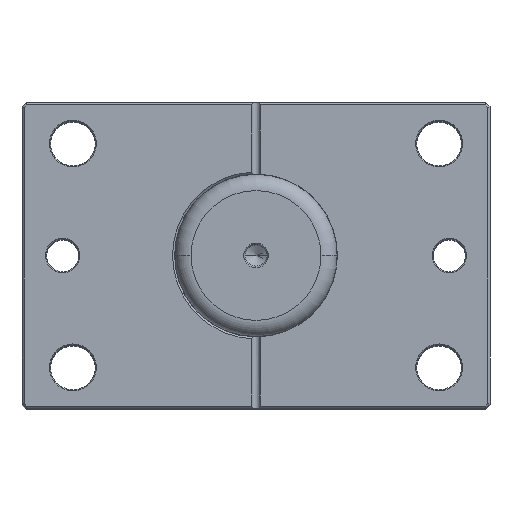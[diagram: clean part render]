
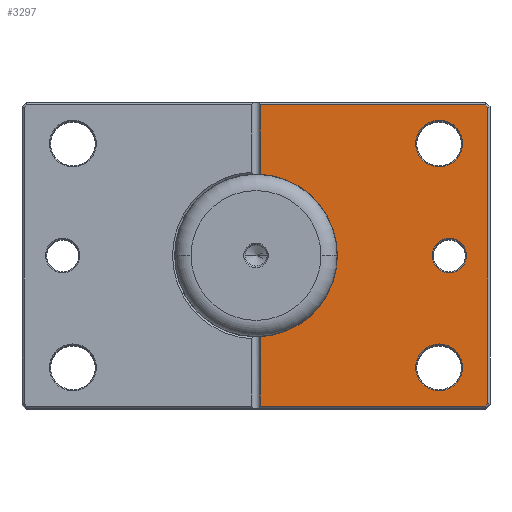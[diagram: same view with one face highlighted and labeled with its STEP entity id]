
A CAD part, top view. The second image highlights one B-rep face of the part: STEP entity #3297.
In plain terms, the highlighted face is planar.
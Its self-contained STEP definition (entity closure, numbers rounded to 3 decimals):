
#7 = VERTEX_POINT ( 'NONE', #1461 ) ;
#76 = VERTEX_POINT ( 'NONE', #3565 ) ;
#287 = DIRECTION ( 'NONE',  ( 1., 0., 0. ) ) ;
#290 = AXIS2_PLACEMENT_3D ( 'NONE', #3119, #7035, #3680 ) ;
#380 = FACE_BOUND ( 'NONE', #3539, .T. ) ;
#426 = ORIENTED_EDGE ( 'NONE', *, *, #4211, .T. ) ;
#515 = VECTOR ( 'NONE', #4646, 1000. ) ;
#519 = VECTOR ( 'NONE', #1889, 1000. ) ;
#688 = CIRCLE ( 'NONE', #6668, 40. ) ;
#699 = VECTOR ( 'NONE', #6116, 1000. ) ;
#912 = ORIENTED_EDGE ( 'NONE', *, *, #5625, .T. ) ;
#974 = CARTESIAN_POINT ( 'NONE',  ( 0., 74., 0. ) ) ;
#1091 = CARTESIAN_POINT ( 'NONE',  ( -93.293, 93.293, 0. ) ) ;
#1117 = EDGE_CURVE ( 'NONE', #76, #4858, #5231, .T. ) ;
#1244 = CARTESIAN_POINT ( 'NONE',  ( -2., -74., 0. ) ) ;
#1255 = CARTESIAN_POINT ( 'NONE',  ( -2., -39.95, 0. ) ) ;
#1260 = LINE ( 'NONE', #2013, #1433 ) ;
#1266 = DIRECTION ( 'NONE',  ( 0., 0., 1. ) ) ;
#1299 = VERTEX_POINT ( 'NONE', #1244 ) ;
#1315 = CARTESIAN_POINT ( 'NONE',  ( 0., -74., 0. ) ) ;
#1433 = VECTOR ( 'NONE', #5893, 1000. ) ;
#1461 = CARTESIAN_POINT ( 'NONE',  ( -112.586, -74., 0. ) ) ;
#1514 = CARTESIAN_POINT ( 'NONE',  ( -2., 39.95, 0. ) ) ;
#1635 = EDGE_CURVE ( 'NONE', #4137, #4561, #6821, .T. ) ;
#1654 = CARTESIAN_POINT ( 'NONE',  ( -2., 75., 0. ) ) ;
#1833 = EDGE_CURVE ( 'NONE', #3090, #4634, #2796, .T. ) ;
#1836 = VERTEX_POINT ( 'NONE', #2505 ) ;
#1889 = DIRECTION ( 'NONE',  ( 0., -1., 0. ) ) ;
#1935 = CARTESIAN_POINT ( 'NONE',  ( -90., -55., 0. ) ) ;
#1996 = EDGE_CURVE ( 'NONE', #2498, #4727, #6378, .T. ) ;
#2013 = CARTESIAN_POINT ( 'NONE',  ( -114., 0., 0. ) ) ;
#2136 = ORIENTED_EDGE ( 'NONE', *, *, #4861, .T. ) ;
#2163 = EDGE_LOOP ( 'NONE', ( #3641, #2947, #6367, #5544, #4525, #5884, #912, #4053, #4172 ) ) ;
#2177 = CARTESIAN_POINT ( 'NONE',  ( -101.5, -55., 0. ) ) ;
#2178 = LINE ( 'NONE', #1654, #699 ) ;
#2204 = DIRECTION ( 'NONE',  ( 1., 0., 0. ) ) ;
#2225 = CARTESIAN_POINT ( 'NONE',  ( -112.586, 74., 0. ) ) ;
#2230 = DIRECTION ( 'NONE',  ( 0., 0., 1. ) ) ;
#2298 = CARTESIAN_POINT ( 'NONE',  ( -101.5, 55., 0. ) ) ;
#2490 = DIRECTION ( 'NONE',  ( 1., 0., 0. ) ) ;
#2498 = VERTEX_POINT ( 'NONE', #2225 ) ;
#2505 = CARTESIAN_POINT ( 'NONE',  ( -86.5, 0., 0. ) ) ;
#2646 = DIRECTION ( 'NONE',  ( 0., 0., 1. ) ) ;
#2704 = EDGE_CURVE ( 'NONE', #4561, #1299, #4951, .T. ) ;
#2761 = EDGE_CURVE ( 'NONE', #7, #6622, #5726, .T. ) ;
#2775 = DIRECTION ( 'NONE',  ( 0.707, 0.707, 0. ) ) ;
#2796 = CIRCLE ( 'NONE', #4739, 11.5 ) ;
#2919 = ORIENTED_EDGE ( 'NONE', *, *, #5569, .T. ) ;
#2925 = VECTOR ( 'NONE', #2775, 1000. ) ;
#2947 = ORIENTED_EDGE ( 'NONE', *, *, #1996, .T. ) ;
#2984 = DIRECTION ( 'NONE',  ( 0., 0., 1. ) ) ;
#3008 = VERTEX_POINT ( 'NONE', #6141 ) ;
#3017 = VERTEX_POINT ( 'NONE', #6710 ) ;
#3074 = CIRCLE ( 'NONE', #290, 11.5 ) ;
#3090 = VERTEX_POINT ( 'NONE', #2298 ) ;
#3119 = CARTESIAN_POINT ( 'NONE',  ( -90., 55., 0. ) ) ;
#3297 = ADVANCED_FACE ( 'NONE', ( #380, #6315, #6130, #4644 ), #4844, .F. ) ;
#3409 = VECTOR ( 'NONE', #6561, 1000. ) ;
#3413 = EDGE_LOOP ( 'NONE', ( #2136, #5696 ) ) ;
#3539 = EDGE_LOOP ( 'NONE', ( #2919, #426 ) ) ;
#3565 = CARTESIAN_POINT ( 'NONE',  ( -78.5, -55., 0. ) ) ;
#3576 = AXIS2_PLACEMENT_3D ( 'NONE', #4592, #1266, #5161 ) ;
#3636 = DIRECTION ( 'NONE',  ( 0., 0., 1. ) ) ;
#3641 = ORIENTED_EDGE ( 'NONE', *, *, #6447, .T. ) ;
#3680 = DIRECTION ( 'NONE',  ( 1., 0., 0. ) ) ;
#3956 = EDGE_CURVE ( 'NONE', #4634, #3090, #3074, .T. ) ;
#3959 = ORIENTED_EDGE ( 'NONE', *, *, #1833, .T. ) ;
#4028 = AXIS2_PLACEMENT_3D ( 'NONE', #4932, #5510, #6008 ) ;
#4053 = ORIENTED_EDGE ( 'NONE', *, *, #2761, .T. ) ;
#4137 = VERTEX_POINT ( 'NONE', #4379 ) ;
#4172 = ORIENTED_EDGE ( 'NONE', *, *, #7122, .T. ) ;
#4199 = CARTESIAN_POINT ( 'NONE',  ( 0., 0., 0. ) ) ;
#4211 = EDGE_CURVE ( 'NONE', #1836, #3017, #5932, .T. ) ;
#4219 = DIRECTION ( 'NONE',  ( 0., 0., 1. ) ) ;
#4254 = VECTOR ( 'NONE', #6424, 1000. ) ;
#4290 = CARTESIAN_POINT ( 'NONE',  ( 0., 0., 0. ) ) ;
#4379 = CARTESIAN_POINT ( 'NONE',  ( -40., 0., 0. ) ) ;
#4525 = ORIENTED_EDGE ( 'NONE', *, *, #1635, .T. ) ;
#4561 = VERTEX_POINT ( 'NONE', #1255 ) ;
#4592 = CARTESIAN_POINT ( 'NONE',  ( -95., 0., 0. ) ) ;
#4634 = VERTEX_POINT ( 'NONE', #5216 ) ;
#4644 = FACE_OUTER_BOUND ( 'NONE', #2163, .T. ) ;
#4646 = DIRECTION ( 'NONE',  ( -1., 0., 0. ) ) ;
#4653 = CARTESIAN_POINT ( 'NONE',  ( -2., 75., 0. ) ) ;
#4727 = VERTEX_POINT ( 'NONE', #4811 ) ;
#4735 = AXIS2_PLACEMENT_3D ( 'NONE', #1935, #5803, #2490 ) ;
#4739 = AXIS2_PLACEMENT_3D ( 'NONE', #6990, #3636, #287 ) ;
#4811 = CARTESIAN_POINT ( 'NONE',  ( -2., 74., 0. ) ) ;
#4844 = PLANE ( 'NONE',  #7163 ) ;
#4858 = VERTEX_POINT ( 'NONE', #2177 ) ;
#4861 = EDGE_CURVE ( 'NONE', #4858, #76, #7088, .T. ) ;
#4932 = CARTESIAN_POINT ( 'NONE',  ( -90., -55., 0. ) ) ;
#4951 = LINE ( 'NONE', #4653, #519 ) ;
#4998 = VERTEX_POINT ( 'NONE', #1514 ) ;
#5127 = CIRCLE ( 'NONE', #3576, 8.5 ) ;
#5161 = DIRECTION ( 'NONE',  ( 1., 0., 0. ) ) ;
#5204 = EDGE_CURVE ( 'NONE', #4727, #4998, #2178, .T. ) ;
#5216 = CARTESIAN_POINT ( 'NONE',  ( -78.5, 55., 0. ) ) ;
#5231 = CIRCLE ( 'NONE', #4028, 11.5 ) ;
#5283 = CARTESIAN_POINT ( 'NONE',  ( -93.293, -93.293, 0. ) ) ;
#5510 = DIRECTION ( 'NONE',  ( 0., 0., 1. ) ) ;
#5544 = ORIENTED_EDGE ( 'NONE', *, *, #6128, .T. ) ;
#5545 = CARTESIAN_POINT ( 'NONE',  ( -95., 0., 0. ) ) ;
#5569 = EDGE_CURVE ( 'NONE', #3017, #1836, #5127, .T. ) ;
#5596 = AXIS2_PLACEMENT_3D ( 'NONE', #4199, #4219, #2204 ) ;
#5607 = EDGE_LOOP ( 'NONE', ( #3959, #6035 ) ) ;
#5625 = EDGE_CURVE ( 'NONE', #1299, #7, #6271, .T. ) ;
#5696 = ORIENTED_EDGE ( 'NONE', *, *, #1117, .T. ) ;
#5726 = LINE ( 'NONE', #5283, #4254 ) ;
#5803 = DIRECTION ( 'NONE',  ( 0., 0., 1. ) ) ;
#5884 = ORIENTED_EDGE ( 'NONE', *, *, #2704, .T. ) ;
#5893 = DIRECTION ( 'NONE',  ( 0., 1., 0. ) ) ;
#5932 = CIRCLE ( 'NONE', #7041, 8.5 ) ;
#6008 = DIRECTION ( 'NONE',  ( 1., 0., 0. ) ) ;
#6035 = ORIENTED_EDGE ( 'NONE', *, *, #3956, .T. ) ;
#6116 = DIRECTION ( 'NONE',  ( 0., -1., 0. ) ) ;
#6128 = EDGE_CURVE ( 'NONE', #4998, #4137, #688, .T. ) ;
#6129 = DIRECTION ( 'NONE',  ( 1., 0., 0. ) ) ;
#6130 = FACE_BOUND ( 'NONE', #5607, .T. ) ;
#6141 = CARTESIAN_POINT ( 'NONE',  ( -114., 72.586, 0. ) ) ;
#6271 = LINE ( 'NONE', #1315, #515 ) ;
#6315 = FACE_BOUND ( 'NONE', #3413, .T. ) ;
#6335 = CARTESIAN_POINT ( 'NONE',  ( 0., 0., 0. ) ) ;
#6367 = ORIENTED_EDGE ( 'NONE', *, *, #5204, .T. ) ;
#6378 = LINE ( 'NONE', #974, #3409 ) ;
#6424 = DIRECTION ( 'NONE',  ( -0.707, 0.707, 0. ) ) ;
#6447 = EDGE_CURVE ( 'NONE', #3008, #2498, #7233, .T. ) ;
#6546 = DIRECTION ( 'NONE',  ( 1., 0., 0. ) ) ;
#6561 = DIRECTION ( 'NONE',  ( 1., 0., 0. ) ) ;
#6622 = VERTEX_POINT ( 'NONE', #6852 ) ;
#6668 = AXIS2_PLACEMENT_3D ( 'NONE', #6335, #2984, #6907 ) ;
#6710 = CARTESIAN_POINT ( 'NONE',  ( -103.5, 0., 0. ) ) ;
#6821 = CIRCLE ( 'NONE', #5596, 40. ) ;
#6852 = CARTESIAN_POINT ( 'NONE',  ( -114., -72.586, 0. ) ) ;
#6907 = DIRECTION ( 'NONE',  ( 1., 0., 0. ) ) ;
#6990 = CARTESIAN_POINT ( 'NONE',  ( -90., 55., 0. ) ) ;
#7035 = DIRECTION ( 'NONE',  ( 0., 0., 1. ) ) ;
#7041 = AXIS2_PLACEMENT_3D ( 'NONE', #5545, #2230, #6129 ) ;
#7088 = CIRCLE ( 'NONE', #4735, 11.5 ) ;
#7122 = EDGE_CURVE ( 'NONE', #6622, #3008, #1260, .T. ) ;
#7163 = AXIS2_PLACEMENT_3D ( 'NONE', #4290, #2646, #6546 ) ;
#7233 = LINE ( 'NONE', #1091, #2925 ) ;
